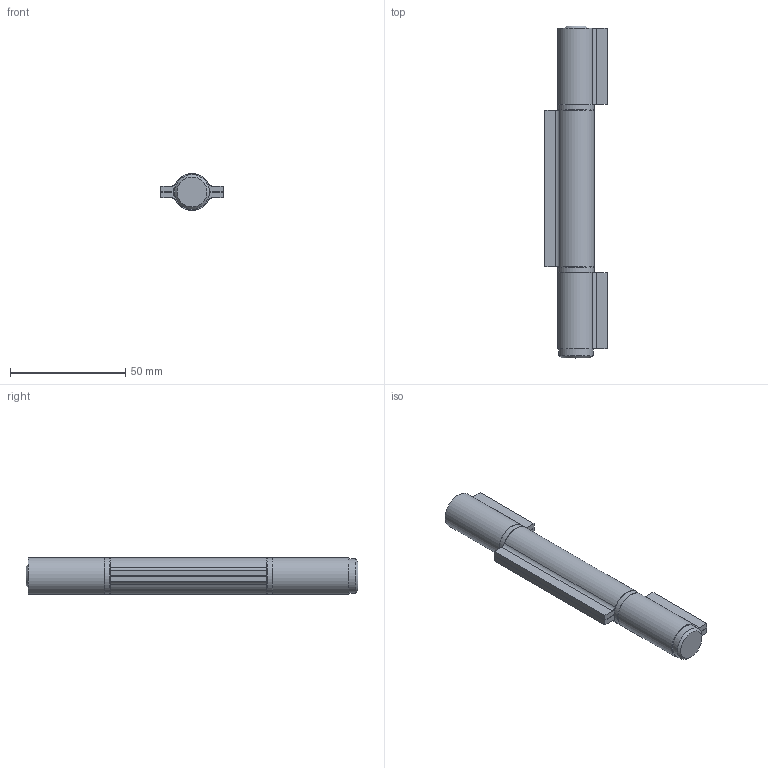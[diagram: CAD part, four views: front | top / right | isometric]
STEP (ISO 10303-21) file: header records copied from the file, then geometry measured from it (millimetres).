
FILE_DESCRIPTION (( 'STEP AP203' ), '1' );
FILE_NAME ('410-14.step', '2021-09-03T08:16:23', ( '' ), ( '' ), 'SwSTEP 2.0', 'SolidWorks 2018', '' );
FILE_SCHEMA (( 'CONFIG_CONTROL_DESIGN' ));
Length unit declared in the file: millimetre
Products named in the file (11): 410-xx Teil2; 410-xx Teil4; 410-xx Teil3; 410-xx Teil1; 410-xx Teil4_410-14 Teil4; 410-xx Teil2_410-14 Teil2; 410-xx Teil3_410-14 Teil3; 410-14; 410-xx Teil1_410-14 Teil1
Assembly tree (6 placements, depth 2):
  410-xx Teil2
  410-xx Teil4
  410-xx Teil2
  410-xx Teil3
  410-xx Teil1
Bounding box: 27 x 144 x 16 mm (x, y, z)
Volume: 30862.2 mm3; surface area: 21444.2 mm2
Topology: 6 solids, 6 shells, 281 faces, 732 edges, 485 vertices
Faces by surface type: plane 149, bspline 77, cylinder 45, torus 8, cone 2
Full cylindrical faces by diameter (mm): 10.5 x1, 11 x2, 15 x1, 16 x2
Entity records: 11746 total; most frequent: CARTESIAN_POINT 4777, ORIENTED_EDGE 1342, DIRECTION 1033, EDGE_CURVE 671, VERTEX_POINT 452, VECTOR 357, LINE 357, AXIS2_PLACEMENT_3D 338
